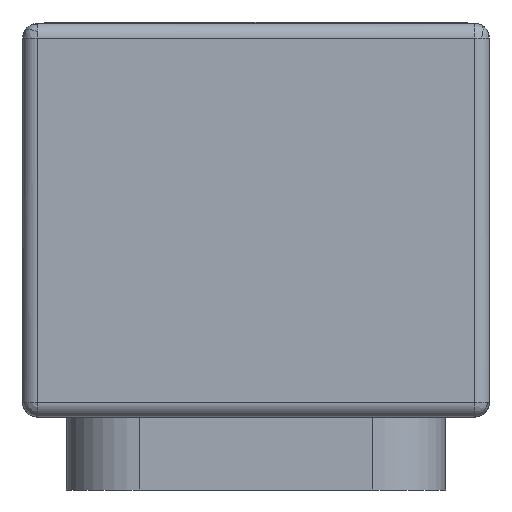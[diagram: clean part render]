
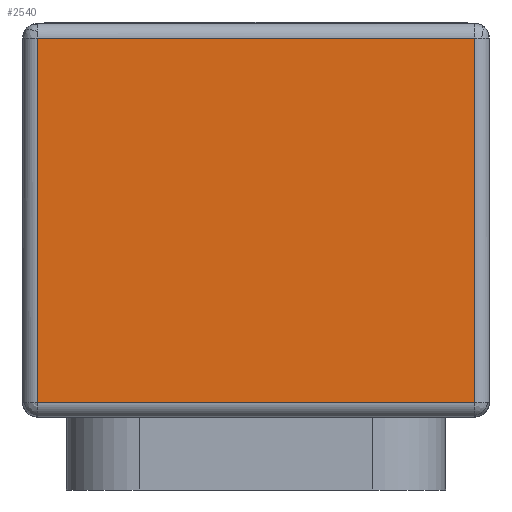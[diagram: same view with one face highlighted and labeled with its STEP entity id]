
A CAD part, left-side view. The second image highlights one B-rep face of the part: STEP entity #2540.
In plain terms, the highlighted face is planar.
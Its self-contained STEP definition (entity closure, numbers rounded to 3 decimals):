
#75 = DIRECTION ( 'NONE',  ( 0., 0., -1. ) ) ;
#90 = DIRECTION ( 'NONE',  ( 0., -1., 0. ) ) ;
#144 = EDGE_CURVE ( 'NONE', #1122, #2761, #1061, .T. ) ;
#295 = DIRECTION ( 'NONE',  ( 0., 0., 1. ) ) ;
#298 = CARTESIAN_POINT ( 'NONE',  ( 0.31, -0.08, 0.01 ) ) ;
#315 = DIRECTION ( 'NONE',  ( 0., 0., -1. ) ) ;
#354 = LINE ( 'NONE', #575, #556 ) ;
#541 = EDGE_CURVE ( 'NONE', #2066, #1122, #2591, .T. ) ;
#556 = VECTOR ( 'NONE', #315, 1000. ) ;
#575 = CARTESIAN_POINT ( 'NONE',  ( 0.31, -0.15, 0. ) ) ;
#597 = CARTESIAN_POINT ( 'NONE',  ( 0.31, 0.15, 0.01 ) ) ;
#746 = DIRECTION ( 'NONE',  ( 1., 0., 0. ) ) ;
#811 = CARTESIAN_POINT ( 'NONE',  ( 0.31, -0.16, 0.26 ) ) ;
#855 = VERTEX_POINT ( 'NONE', #2923 ) ;
#874 = VECTOR ( 'NONE', #90, 1000. ) ;
#995 = CARTESIAN_POINT ( 'NONE',  ( 0.31, 0.15, 0.26 ) ) ;
#1061 = LINE ( 'NONE', #811, #874 ) ;
#1117 = EDGE_CURVE ( 'NONE', #2761, #855, #354, .T. ) ;
#1122 = VERTEX_POINT ( 'NONE', #995 ) ;
#1156 = PLANE ( 'NONE',  #2824 ) ;
#1170 = FACE_OUTER_BOUND ( 'NONE', #1574, .T. ) ;
#1207 = VECTOR ( 'NONE', #295, 1000. ) ;
#1426 = CARTESIAN_POINT ( 'NONE',  ( 0.31, -0.15, 0.26 ) ) ;
#1448 = CARTESIAN_POINT ( 'NONE',  ( 0.31, 0.15, 0. ) ) ;
#1452 = CARTESIAN_POINT ( 'NONE',  ( 0.31, -0.16, 0. ) ) ;
#1574 = EDGE_LOOP ( 'NONE', ( #1647, #1927, #2347, #2400 ) ) ;
#1647 = ORIENTED_EDGE ( 'NONE', *, *, #541, .T. ) ;
#1927 = ORIENTED_EDGE ( 'NONE', *, *, #144, .T. ) ;
#2066 = VERTEX_POINT ( 'NONE', #597 ) ;
#2347 = ORIENTED_EDGE ( 'NONE', *, *, #1117, .T. ) ;
#2400 = ORIENTED_EDGE ( 'NONE', *, *, #2626, .F. ) ;
#2460 = VECTOR ( 'NONE', #2594, 1000. ) ;
#2540 = ADVANCED_FACE ( 'NONE', ( #1170 ), #1156, .T. ) ;
#2591 = LINE ( 'NONE', #1448, #1207 ) ;
#2594 = DIRECTION ( 'NONE',  ( 0., -1., 0. ) ) ;
#2626 = EDGE_CURVE ( 'NONE', #2066, #855, #2816, .T. ) ;
#2761 = VERTEX_POINT ( 'NONE', #1426 ) ;
#2816 = LINE ( 'NONE', #298, #2460 ) ;
#2824 = AXIS2_PLACEMENT_3D ( 'NONE', #1452, #746, #75 ) ;
#2923 = CARTESIAN_POINT ( 'NONE',  ( 0.31, -0.15, 0.01 ) ) ;
